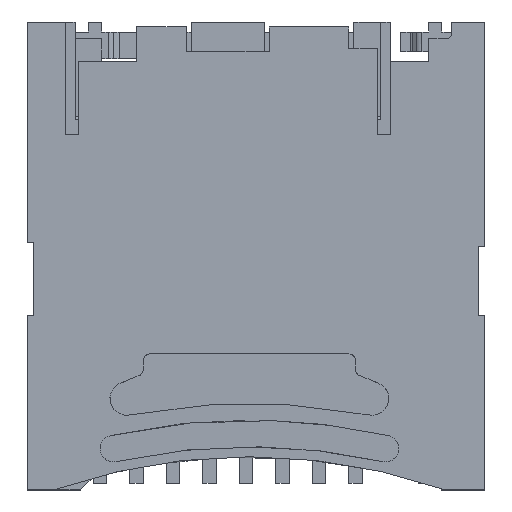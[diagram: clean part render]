
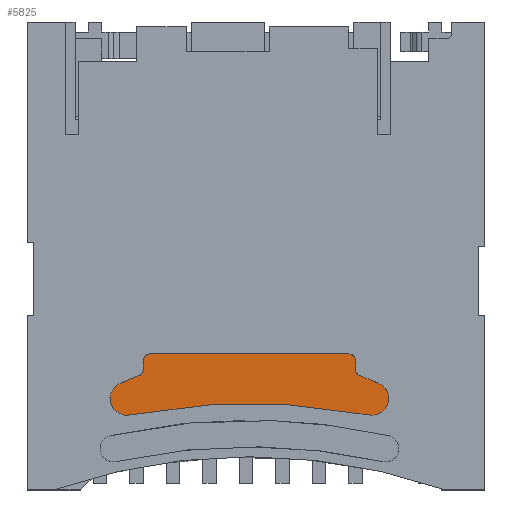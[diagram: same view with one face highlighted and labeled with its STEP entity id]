
A CAD part, top view. The second image highlights one B-rep face of the part: STEP entity #5825.
In plain terms, the highlighted planar face has unit normal (0, 0, 1).
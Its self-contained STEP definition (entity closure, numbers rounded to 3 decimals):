
#3970 = VERTEX_POINT('',#3971);
#3971 = CARTESIAN_POINT('',(3.64,0.413,0.53));
#3977 = EDGE_CURVE('',#3970,#3978,#3980,.T.);
#3978 = VERTEX_POINT('',#3979);
#3979 = CARTESIAN_POINT('',(3.64,3.013,0.53));
#3980 = LINE('',#3981,#3982);
#3981 = CARTESIAN_POINT('',(3.64,0.282,0.53));
#3982 = VECTOR('',#3983,1.);
#3983 = DIRECTION('',(0.,1.,0.));
#4274 = VERTEX_POINT('',#4275);
#4275 = CARTESIAN_POINT('',(-5.01,0.413,0.53));
#4281 = EDGE_CURVE('',#4274,#3970,#4282,.T.);
#4282 = LINE('',#4283,#4284);
#4283 = CARTESIAN_POINT('',(-5.604,0.413,0.53));
#4284 = VECTOR('',#4285,1.);
#4285 = DIRECTION('',(1.,0.,0.));
#4317 = EDGE_CURVE('',#4318,#4320,#4322,.T.);
#4318 = VERTEX_POINT('',#4319);
#4319 = CARTESIAN_POINT('',(-5.61,-3.287,0.53));
#4320 = VERTEX_POINT('',#4321);
#4321 = CARTESIAN_POINT('',(-5.61,-2.337,0.53));
#4322 = LINE('',#4323,#4324);
#4323 = CARTESIAN_POINT('',(-5.61,-3.329,0.53));
#4324 = VECTOR('',#4325,1.);
#4325 = DIRECTION('',(0.,1.,0.));
#4350 = VERTEX_POINT('',#4351);
#4351 = CARTESIAN_POINT('',(-6.01,-3.687,0.53));
#4357 = EDGE_CURVE('',#4350,#4318,#4358,.T.);
#4358 = LINE('',#4359,#4360);
#4359 = CARTESIAN_POINT('',(-6.033,-3.71,0.53));
#4360 = VECTOR('',#4361,1.);
#4361 = DIRECTION('',(0.707,0.707,0.));
#4383 = VERTEX_POINT('',#4384);
#4384 = CARTESIAN_POINT('',(-6.01,-5.487,0.53));
#4390 = EDGE_CURVE('',#4383,#4350,#4391,.T.);
#4391 = LINE('',#4392,#4393);
#4392 = CARTESIAN_POINT('',(-6.01,-5.551,0.53));
#4393 = VECTOR('',#4394,1.);
#4394 = DIRECTION('',(0.,1.,0.));
#4437 = VERTEX_POINT('',#4438);
#4438 = CARTESIAN_POINT('',(-5.21,-5.487,0.53));
#4444 = EDGE_CURVE('',#4437,#4383,#4445,.T.);
#4445 = LINE('',#4446,#4447);
#4446 = CARTESIAN_POINT('',(-5.171,-5.487,0.53));
#4447 = VECTOR('',#4448,1.);
#4448 = DIRECTION('',(-1.,-0.,-0.));
#4788 = VERTEX_POINT('',#4789);
#4789 = CARTESIAN_POINT('',(3.49,-4.087,0.53));
#4795 = EDGE_CURVE('',#4788,#4796,#4798,.T.);
#4796 = VERTEX_POINT('',#4797);
#4797 = CARTESIAN_POINT('',(-5.21,-4.087,0.53));
#4798 = LINE('',#4799,#4800);
#4799 = CARTESIAN_POINT('',(3.915,-4.087,0.53));
#4800 = VECTOR('',#4801,1.);
#4801 = DIRECTION('',(-1.,-0.,-0.));
#4869 = VERTEX_POINT('',#4870);
#4870 = CARTESIAN_POINT('',(3.99,-5.487,0.53));
#4876 = EDGE_CURVE('',#4869,#4877,#4879,.T.);
#4877 = VERTEX_POINT('',#4878);
#4878 = CARTESIAN_POINT('',(3.49,-5.487,0.53));
#4879 = LINE('',#4880,#4881);
#4880 = CARTESIAN_POINT('',(5.456,-5.487,0.53));
#4881 = VECTOR('',#4882,1.);
#4882 = DIRECTION('',(-1.,-0.,-0.));
#5392 = EDGE_CURVE('',#5393,#4274,#5395,.T.);
#5393 = VERTEX_POINT('',#5394);
#5394 = CARTESIAN_POINT('',(-5.01,-2.337,0.53));
#5395 = LINE('',#5396,#5397);
#5396 = CARTESIAN_POINT('',(-5.01,0.587,0.53));
#5397 = VECTOR('',#5398,1.);
#5398 = DIRECTION('',(0.,1.,0.));
#5423 = EDGE_CURVE('',#4320,#5393,#5424,.T.);
#5424 = LINE('',#5425,#5426);
#5425 = CARTESIAN_POINT('',(-4.944,-2.337,0.53));
#5426 = VECTOR('',#5427,1.);
#5427 = DIRECTION('',(1.,0.,0.));
#5442 = VERTEX_POINT('',#5443);
#5443 = CARTESIAN_POINT('',(3.99,3.013,0.53));
#5449 = EDGE_CURVE('',#5442,#4869,#5450,.T.);
#5450 = LINE('',#5451,#5452);
#5451 = CARTESIAN_POINT('',(3.99,-5.728,0.53));
#5452 = VECTOR('',#5453,1.);
#5453 = DIRECTION('',(0.,-1.,0.));
#5464 = EDGE_CURVE('',#3978,#5442,#5465,.T.);
#5465 = LINE('',#5466,#5467);
#5466 = CARTESIAN_POINT('',(4.018,3.013,0.53));
#5467 = VECTOR('',#5468,1.);
#5468 = DIRECTION('',(1.,0.,0.));
#5825 = ADVANCED_FACE('',(#5826),#5852,.T.);
#5826 = FACE_BOUND('',#5827,.T.);
#5827 = EDGE_LOOP('',(#5828,#5829,#5830,#5831,#5832,#5833,#5834,#5835,
    #5841,#5842,#5848,#5849,#5850,#5851));
#5828 = ORIENTED_EDGE('',*,*,#4281,.F.);
#5829 = ORIENTED_EDGE('',*,*,#5392,.F.);
#5830 = ORIENTED_EDGE('',*,*,#5423,.F.);
#5831 = ORIENTED_EDGE('',*,*,#4317,.F.);
#5832 = ORIENTED_EDGE('',*,*,#4357,.F.);
#5833 = ORIENTED_EDGE('',*,*,#4390,.F.);
#5834 = ORIENTED_EDGE('',*,*,#4444,.F.);
#5835 = ORIENTED_EDGE('',*,*,#5836,.T.);
#5836 = EDGE_CURVE('',#4437,#4796,#5837,.T.);
#5837 = LINE('',#5838,#5839);
#5838 = CARTESIAN_POINT('',(-5.21,-5.718,0.53));
#5839 = VECTOR('',#5840,1.);
#5840 = DIRECTION('',(0.,1.,0.));
#5841 = ORIENTED_EDGE('',*,*,#4795,.F.);
#5842 = ORIENTED_EDGE('',*,*,#5843,.T.);
#5843 = EDGE_CURVE('',#4788,#4877,#5844,.T.);
#5844 = LINE('',#5845,#5846);
#5845 = CARTESIAN_POINT('',(3.49,-5.718,0.53));
#5846 = VECTOR('',#5847,1.);
#5847 = DIRECTION('',(0.,-1.,0.));
#5848 = ORIENTED_EDGE('',*,*,#4876,.F.);
#5849 = ORIENTED_EDGE('',*,*,#5449,.F.);
#5850 = ORIENTED_EDGE('',*,*,#5464,.F.);
#5851 = ORIENTED_EDGE('',*,*,#3977,.F.);
#5852 = PLANE('',#5853);
#5853 = AXIS2_PLACEMENT_3D('',#5854,#5855,#5856);
#5854 = CARTESIAN_POINT('',(-6.279,-5.718,0.53));
#5855 = DIRECTION('',(0.,0.,1.));
#5856 = DIRECTION('',(1.,0.,0.));
